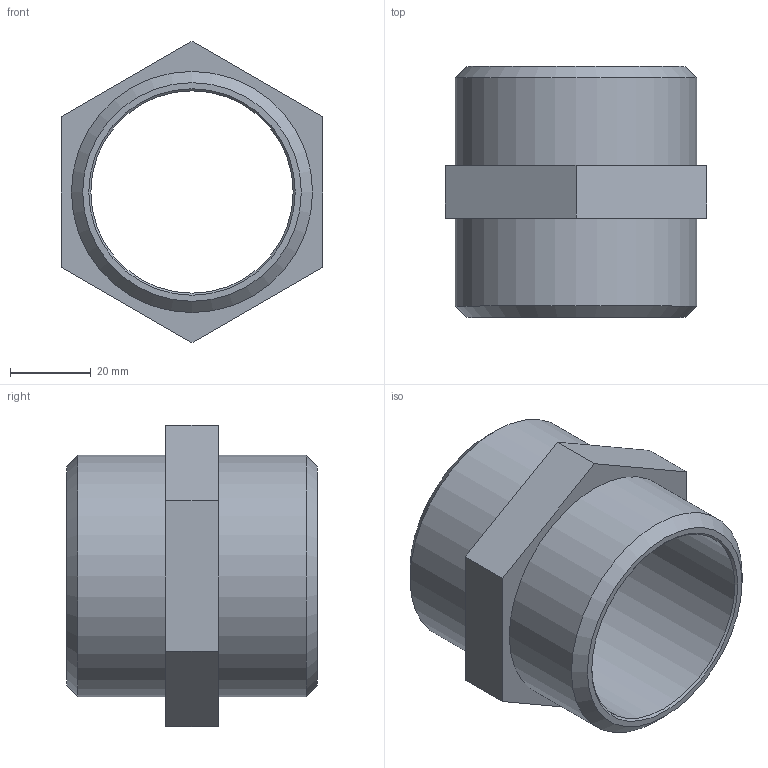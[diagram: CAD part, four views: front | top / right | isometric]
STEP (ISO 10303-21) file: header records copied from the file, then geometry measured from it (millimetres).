
FILE_DESCRIPTION(/* description */ (''),/* implementation_level */ '2;1');
FILE_NAME(/* name */ 'KI-340-050 Aschl.stp',/* time_stamp */ '2016-06-02T13:44:42+02:00',/* author */ ('hochmair'),/* organization */ (''),/* preprocessor_version */ 'ST-DEVELOPER v15.6',/* originating_system */ 'Autodesk Inventor 2015',/* authorisation */ '');
FILE_SCHEMA (('AUTOMOTIVE_DESIGN { 1 0 10303 214 3 1 1 }'));
Length unit declared in the file: millimetre
Products named in the file (1): TB11385135
Bounding box: 64.5 x 62 x 74.48 mm (x, y, z)
Volume: 60406.3 mm3; surface area: 24373.1 mm2
Topology: 1 solids, 1 shells, 17 faces, 35 edges, 22 vertices
Faces by surface type: plane 10, cone 4, cylinder 3
Full cylindrical faces by diameter (mm): 50 x1, 59.614 x2
Entity records: 447 total; most frequent: DIRECTION 74, CARTESIAN_POINT 68, ORIENTED_EDGE 56, EDGE_LOOP 28, EDGE_CURVE 28, AXIS2_PLACEMENT_3D 28, VERTEX_POINT 22, LINE 18
